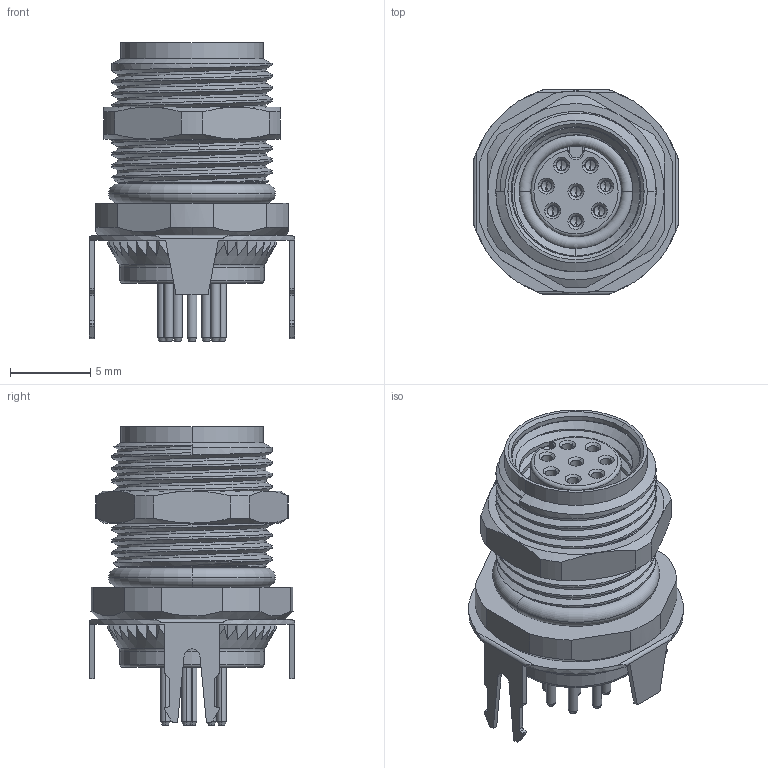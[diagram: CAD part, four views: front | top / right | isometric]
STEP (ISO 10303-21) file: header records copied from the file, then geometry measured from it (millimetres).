
FILE_DESCRIPTION((''),'2;1');
FILE_NAME('8P-K18888_D_A','2025-09-08T',('gongcheng16'),(''),'PRO/ENGINEER BY PARAMETRIC TECHNOLOGY CORPORATION, 2010280','PRO/ENGINEER BY PARAMETRIC TECHNOLOGY CORPORATION, 2010280','');
FILE_SCHEMA(('CONFIG_CONTROL_DESIGN'));
Products named in the file (1): 8P-K18888_D_A
Bounding box: 12.8 x 12.8 x 18.6 mm (x, y, z)
Volume: 224.2 mm3; surface area: 19845.9 mm2
Topology: 1 solids, 275 shells, 3077 faces, 11190 edges, 8188 vertices
Faces by surface type: plane 1187, cylinder 1116, cone 451, bspline 179, torus 144
Entity records: 190631 total; most frequent: CARTESIAN_POINT 100009, DIRECTION 17965, ORIENTED_EDGE 17928, EDGE_CURVE 11174, VERTEX_POINT 8188, AXIS2_PLACEMENT_3D 6668, VECTOR 4629, LINE 4629
